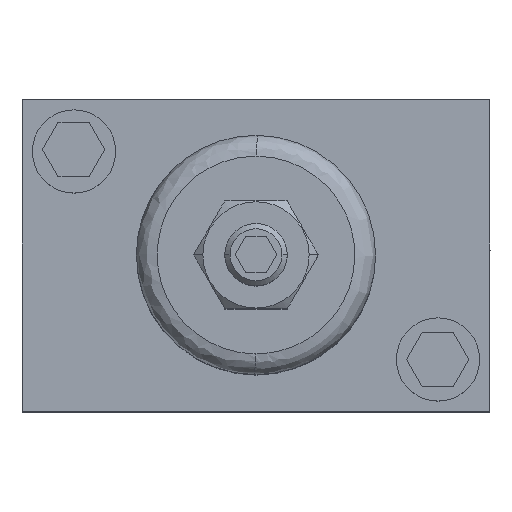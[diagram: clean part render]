
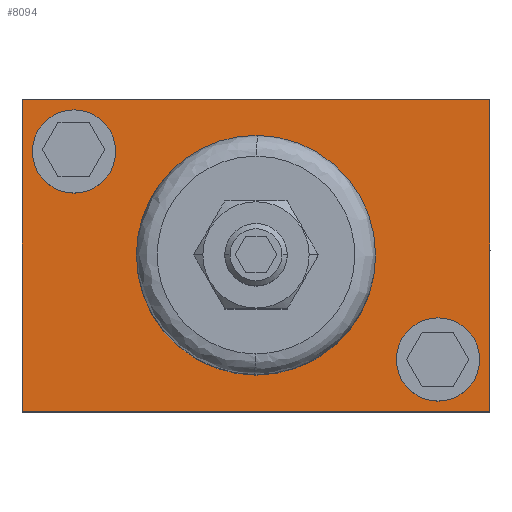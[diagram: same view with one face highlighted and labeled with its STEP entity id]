
A CAD part, top view. The second image highlights one B-rep face of the part: STEP entity #8094.
In plain terms, the highlighted planar face has unit normal (0, 0, 1).
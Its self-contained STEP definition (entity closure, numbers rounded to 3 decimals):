
#1 = CARTESIAN_POINT ( 'NONE',  ( 14.25, -10., 51. ) ) ;
#5 = CARTESIAN_POINT ( 'NONE',  ( -11.5, 0., 51. ) ) ;
#6 = CARTESIAN_POINT ( 'NONE',  ( 11.5, 0., 51. ) ) ;
#424 = CARTESIAN_POINT ( 'NONE',  ( -22.5, -15., 51. ) ) ;
#425 = CARTESIAN_POINT ( 'NONE',  ( -22.5, 15., 51. ) ) ;
#426 = CARTESIAN_POINT ( 'NONE',  ( 22.5, 15., 51. ) ) ;
#427 = CARTESIAN_POINT ( 'NONE',  ( 22.5, -15., 51. ) ) ;
#440 = CARTESIAN_POINT ( 'NONE',  ( -14.25, 10., 51. ) ) ;
#441 = CARTESIAN_POINT ( 'NONE',  ( -20.75, 10., 51. ) ) ;
#444 = CARTESIAN_POINT ( 'NONE',  ( 20.75, -10., 51. ) ) ;
#446 = VERTEX_POINT ( 'NONE', #6 ) ;
#447 = VERTEX_POINT ( 'NONE', #5 ) ;
#451 = VERTEX_POINT ( 'NONE', #1 ) ;
#452 = VERTEX_POINT ( 'NONE', #444 ) ;
#455 = VERTEX_POINT ( 'NONE', #441 ) ;
#456 = VERTEX_POINT ( 'NONE', #440 ) ;
#469 = VERTEX_POINT ( 'NONE', #427 ) ;
#470 = VERTEX_POINT ( 'NONE', #426 ) ;
#471 = VERTEX_POINT ( 'NONE', #425 ) ;
#472 = VERTEX_POINT ( 'NONE', #424 ) ;
#744 = AXIS2_PLACEMENT_3D ( 'NONE', #3821, #3822, #3823 ) ;
#745 = CIRCLE ( 'NONE', #744, 3.25 ) ;
#750 = AXIS2_PLACEMENT_3D ( 'NONE', #3811, #3812, #3813 ) ;
#751 = CIRCLE ( 'NONE', #750, 3.25 ) ;
#763 = AXIS2_PLACEMENT_3D ( 'NONE', #3798, #3799, #3800 ) ;
#772 = CIRCLE ( 'NONE', #763, 11.5 ) ;
#2377 = CARTESIAN_POINT ( 'NONE',  ( 22.5, -15., 51. ) ) ;
#2378 = DIRECTION ( 'NONE',  ( 0., 1., 0. ) ) ;
#2383 = CARTESIAN_POINT ( 'NONE',  ( 22.5, 15., 51. ) ) ;
#2384 = DIRECTION ( 'NONE',  ( -1., 0., 0. ) ) ;
#2387 = CARTESIAN_POINT ( 'NONE',  ( -22.5, -15., 51. ) ) ;
#2388 = DIRECTION ( 'NONE',  ( 0., -1., 0. ) ) ;
#2389 = CARTESIAN_POINT ( 'NONE',  ( 22.5, -15., 51. ) ) ;
#2390 = DIRECTION ( 'NONE',  ( 1., 0., 0. ) ) ;
#2391 = CARTESIAN_POINT ( 'NONE',  ( -17.5, 10., 51. ) ) ;
#2392 = DIRECTION ( 'NONE',  ( 0., 0., -1. ) ) ;
#2393 = DIRECTION ( 'NONE',  ( 1., 0., 0. ) ) ;
#2394 = CARTESIAN_POINT ( 'NONE',  ( 17.5, -10., 51. ) ) ;
#2395 = DIRECTION ( 'NONE',  ( 0., 0., -1. ) ) ;
#2396 = DIRECTION ( 'NONE',  ( 1., 0., 0. ) ) ;
#2405 = CARTESIAN_POINT ( 'NONE',  ( 0., 0., 51. ) ) ;
#2406 = DIRECTION ( 'NONE',  ( 0., 0., 1. ) ) ;
#2407 = DIRECTION ( 'NONE',  ( 1., 0., 0. ) ) ;
#3798 = CARTESIAN_POINT ( 'NONE',  ( 0., 0., 51. ) ) ;
#3799 = DIRECTION ( 'NONE',  ( 0., 0., 1. ) ) ;
#3800 = DIRECTION ( 'NONE',  ( 1., 0., 0. ) ) ;
#3811 = CARTESIAN_POINT ( 'NONE',  ( 17.5, -10., 51. ) ) ;
#3812 = DIRECTION ( 'NONE',  ( 0., 0., -1. ) ) ;
#3813 = DIRECTION ( 'NONE',  ( 1., 0., 0. ) ) ;
#3821 = CARTESIAN_POINT ( 'NONE',  ( -17.5, 10., 51. ) ) ;
#3822 = DIRECTION ( 'NONE',  ( 0., 0., -1. ) ) ;
#3823 = DIRECTION ( 'NONE',  ( 1., 0., 0. ) ) ;
#4033 = PLANE ( 'NONE',  #9899 ) ;
#4034 = CARTESIAN_POINT ( 'NONE',  ( 22.5, -15., 51. ) ) ;
#4035 = DIRECTION ( 'NONE',  ( 0., 0., 1. ) ) ;
#4036 = DIRECTION ( 'NONE',  ( 1., 0., 0. ) ) ;
#7300 = FACE_BOUND ( 'NONE', #8503, .T. ) ;
#7301 = FACE_BOUND ( 'NONE', #8502, .T. ) ;
#7302 = FACE_BOUND ( 'NONE', #8501, .T. ) ;
#7303 = FACE_OUTER_BOUND ( 'NONE', #8500, .T. ) ;
#7392 = LINE ( 'NONE', #2377, #9689 ) ;
#7395 = LINE ( 'NONE', #2383, #9692 ) ;
#7397 = LINE ( 'NONE', #2387, #9694 ) ;
#7398 = LINE ( 'NONE', #2389, #9695 ) ;
#8047 = EDGE_CURVE ( 'NONE', #446, #447, #772, .T. ) ;
#8052 = EDGE_CURVE ( 'NONE', #452, #451, #751, .T. ) ;
#8056 = EDGE_CURVE ( 'NONE', #456, #455, #745, .T. ) ;
#8094 = ADVANCED_FACE ( 'NONE', ( #7300, #7301, #7302, #7303 ), #4033, .T. ) ;
#8256 = EDGE_CURVE ( 'NONE', #469, #470, #7392, .T. ) ;
#8259 = EDGE_CURVE ( 'NONE', #470, #471, #7395, .T. ) ;
#8261 = EDGE_CURVE ( 'NONE', #471, #472, #7397, .T. ) ;
#8262 = EDGE_CURVE ( 'NONE', #472, #469, #7398, .T. ) ;
#8263 = EDGE_CURVE ( 'NONE', #455, #456, #9688, .T. ) ;
#8264 = EDGE_CURVE ( 'NONE', #451, #452, #9685, .T. ) ;
#8267 = EDGE_CURVE ( 'NONE', #447, #446, #9699, .T. ) ;
#8500 = EDGE_LOOP ( 'NONE', ( #9397, #9396, #9398, #9390 ) ) ;
#8501 = EDGE_LOOP ( 'NONE', ( #9394, #9395 ) ) ;
#8502 = EDGE_LOOP ( 'NONE', ( #9392, #9393 ) ) ;
#8503 = EDGE_LOOP ( 'NONE', ( #9388, #9391 ) ) ;
#9388 = ORIENTED_EDGE ( 'NONE', *, *, #8052, .T. ) ;
#9390 = ORIENTED_EDGE ( 'NONE', *, *, #8259, .T. ) ;
#9391 = ORIENTED_EDGE ( 'NONE', *, *, #8264, .T. ) ;
#9392 = ORIENTED_EDGE ( 'NONE', *, *, #8056, .T. ) ;
#9393 = ORIENTED_EDGE ( 'NONE', *, *, #8263, .T. ) ;
#9394 = ORIENTED_EDGE ( 'NONE', *, *, #8047, .F. ) ;
#9395 = ORIENTED_EDGE ( 'NONE', *, *, #8267, .F. ) ;
#9396 = ORIENTED_EDGE ( 'NONE', *, *, #8262, .T. ) ;
#9397 = ORIENTED_EDGE ( 'NONE', *, *, #8261, .T. ) ;
#9398 = ORIENTED_EDGE ( 'NONE', *, *, #8256, .T. ) ;
#9685 = CIRCLE ( 'NONE', #9698, 3.25 ) ;
#9688 = CIRCLE ( 'NONE', #9696, 3.25 ) ;
#9689 = VECTOR ( 'NONE', #2378, 1000. ) ;
#9692 = VECTOR ( 'NONE', #2384, 1000. ) ;
#9694 = VECTOR ( 'NONE', #2388, 1000. ) ;
#9695 = VECTOR ( 'NONE', #2390, 1000. ) ;
#9696 = AXIS2_PLACEMENT_3D ( 'NONE', #2391, #2392, #2393 ) ;
#9698 = AXIS2_PLACEMENT_3D ( 'NONE', #2394, #2395, #2396 ) ;
#9699 = CIRCLE ( 'NONE', #9700, 11.5 ) ;
#9700 = AXIS2_PLACEMENT_3D ( 'NONE', #2405, #2406, #2407 ) ;
#9899 = AXIS2_PLACEMENT_3D ( 'NONE', #4034, #4035, #4036 ) ;
